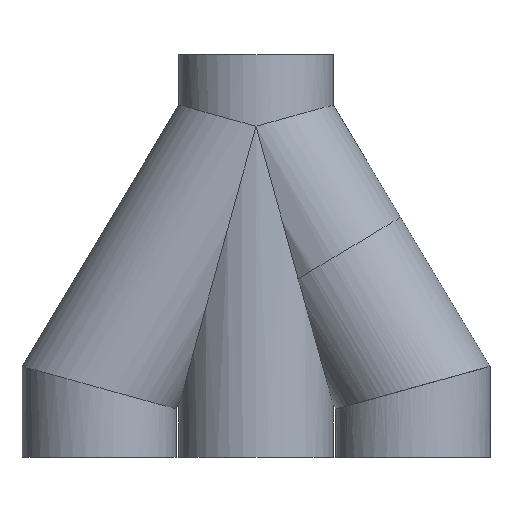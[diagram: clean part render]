
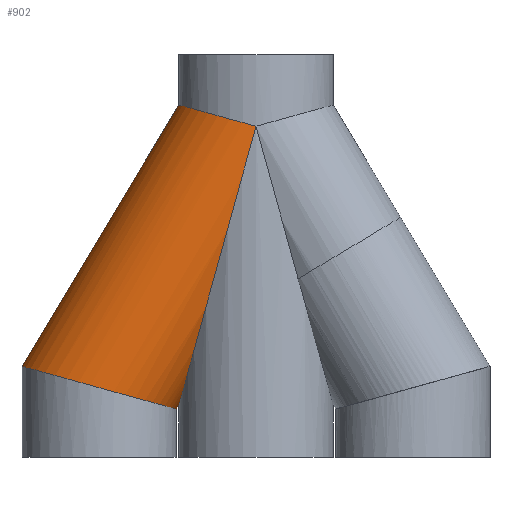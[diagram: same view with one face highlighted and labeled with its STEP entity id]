
A CAD part, front view. The second image highlights one B-rep face of the part: STEP entity #902.
In plain terms, the highlighted cylindrical face has radius 44.265 mm (diameter 88.53 mm), a partial arc.
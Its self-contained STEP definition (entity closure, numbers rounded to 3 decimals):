
#87 = EDGE_LOOP ( 'NONE', ( #896, #362, #829, #910, #683 ) ) ;
#88 = CARTESIAN_POINT ( 'NONE',  ( 91.725, 49.059, -9.811 ) ) ;
#126 = EDGE_CURVE ( 'NONE', #463, #929, #235, .T. ) ;
#216 = CARTESIAN_POINT ( 'NONE',  ( 91.725, 23.129, -9.811 ) ) ;
#235 = LINE ( 'NONE', #1126, #821 ) ;
#239 = CARTESIAN_POINT ( 'NONE',  ( 110.06, 4.794, 157.182 ) ) ;
#362 = ORIENTED_EDGE ( 'NONE', *, *, #1464, .T. ) ;
#386 = CARTESIAN_POINT ( 'NONE',  ( 135.99, 4.794, 150. ) ) ;
#400 = CARTESIAN_POINT ( 'NONE',  ( 90.255, -39.471, -12.261 ) ) ;
#409 = CARTESIAN_POINT ( 'NONE',  ( 90.255, 49.059, -12.261 ) ) ;
#463 = VERTEX_POINT ( 'NONE', #501 ) ;
#497 =( BOUNDED_CURVE ( )  B_SPLINE_CURVE ( 3, ( #797, #661, #400, #409 ),
 .UNSPECIFIED., .F., .T. ) 
 B_SPLINE_CURVE_WITH_KNOTS ( ( 4, 4 ),
 ( 3.142, 6.283 ),
 .UNSPECIFIED. ) 
 CURVE ( )  GEOMETRIC_REPRESENTATION_ITEM ( )  RATIONAL_B_SPLINE_CURVE ( ( 1., 0.333, 0.333, 1. ) ) 
 REPRESENTATION_ITEM ( '' )  );
#501 = CARTESIAN_POINT ( 'NONE',  ( 90.255, 49.059, -12.261 ) ) ;
#546 = CARTESIAN_POINT ( 'NONE',  ( 1.725, 49.059, 12.261 ) ) ;
#589 = EDGE_CURVE ( 'NONE', #1055, #862, #1047, .T. ) ;
#592 = CARTESIAN_POINT ( 'NONE',  ( 110.06, 4.794, 56.385 ) ) ;
#639 = CARTESIAN_POINT ( 'NONE',  ( 91.725, 49.059, -9.811 ) ) ;
#661 = CARTESIAN_POINT ( 'NONE',  ( 1.725, -39.471, 12.261 ) ) ;
#683 = ORIENTED_EDGE ( 'NONE', *, *, #763, .T. ) ;
#710 =( BOUNDED_CURVE ( )  B_SPLINE_CURVE ( 3, ( #864, #239, #973, #1340 ),
 .UNSPECIFIED., .F., .T. ) 
 B_SPLINE_CURVE_WITH_KNOTS ( ( 4, 4 ),
 ( 1.571, 3.142 ),
 .UNSPECIFIED. ) 
 CURVE ( )  GEOMETRIC_REPRESENTATION_ITEM ( )  RATIONAL_B_SPLINE_CURVE ( ( 1., 0.805, 0.805, 1. ) ) 
 REPRESENTATION_ITEM ( '' )  );
#759 = DIRECTION ( 'NONE',  ( 0.857, 0., -0.514 ) ) ;
#763 = EDGE_CURVE ( 'NONE', #1424, #862, #710, .T. ) ;
#797 = CARTESIAN_POINT ( 'NONE',  ( 1.725, 49.059, 12.261 ) ) ;
#816 = DIRECTION ( 'NONE',  ( 0.514, 0., 0.857 ) ) ;
#821 = VECTOR ( 'NONE', #1228, 1000. ) ;
#829 = ORIENTED_EDGE ( 'NONE', *, *, #126, .T. ) ;
#862 = VERTEX_POINT ( 'NONE', #1256 ) ;
#864 = CARTESIAN_POINT ( 'NONE',  ( 135.99, 4.794, 150. ) ) ;
#871 = CYLINDRICAL_SURFACE ( 'NONE', #1554, 44.265 ) ;
#896 = ORIENTED_EDGE ( 'NONE', *, *, #589, .F. ) ;
#902 = ADVANCED_FACE ( 'NONE', ( #1527 ), #871, .T. ) ;
#910 = ORIENTED_EDGE ( 'NONE', *, *, #1273, .T. ) ;
#929 = VERTEX_POINT ( 'NONE', #639 ) ;
#973 = CARTESIAN_POINT ( 'NONE',  ( 91.725, 23.129, 162.261 ) ) ;
#1047 = LINE ( 'NONE', #1284, #1552 ) ;
#1050 =( BOUNDED_CURVE ( )  B_SPLINE_CURVE ( 3, ( #88, #216, #592, #1079 ),
 .UNSPECIFIED., .F., .T. ) 
 B_SPLINE_CURVE_WITH_KNOTS ( ( 4, 4 ),
 ( 3.142, 4.712 ),
 .UNSPECIFIED. ) 
 CURVE ( )  GEOMETRIC_REPRESENTATION_ITEM ( )  RATIONAL_B_SPLINE_CURVE ( ( 1., 0.805, 0.805, 1. ) ) 
 REPRESENTATION_ITEM ( '' )  );
#1055 = VERTEX_POINT ( 'NONE', #546 ) ;
#1079 = CARTESIAN_POINT ( 'NONE',  ( 135.99, 4.794, 150. ) ) ;
#1126 = CARTESIAN_POINT ( 'NONE',  ( 158.568, 49.059, 101.594 ) ) ;
#1228 = DIRECTION ( 'NONE',  ( 0.514, 0., 0.857 ) ) ;
#1256 = CARTESIAN_POINT ( 'NONE',  ( 91.725, 49.059, 162.261 ) ) ;
#1273 = EDGE_CURVE ( 'NONE', #929, #1424, #1050, .T. ) ;
#1284 = CARTESIAN_POINT ( 'NONE',  ( 82.654, 49.059, 147.143 ) ) ;
#1340 = CARTESIAN_POINT ( 'NONE',  ( 91.725, 49.059, 162.261 ) ) ;
#1390 = DIRECTION ( 'NONE',  ( 0.514, 0., 0.857 ) ) ;
#1424 = VERTEX_POINT ( 'NONE', #386 ) ;
#1464 = EDGE_CURVE ( 'NONE', #1055, #463, #497, .T. ) ;
#1500 = CARTESIAN_POINT ( 'NONE',  ( 120.611, 49.059, 124.368 ) ) ;
#1527 = FACE_OUTER_BOUND ( 'NONE', #87, .T. ) ;
#1552 = VECTOR ( 'NONE', #816, 1000. ) ;
#1554 = AXIS2_PLACEMENT_3D ( 'NONE', #1500, #1390, #759 ) ;
